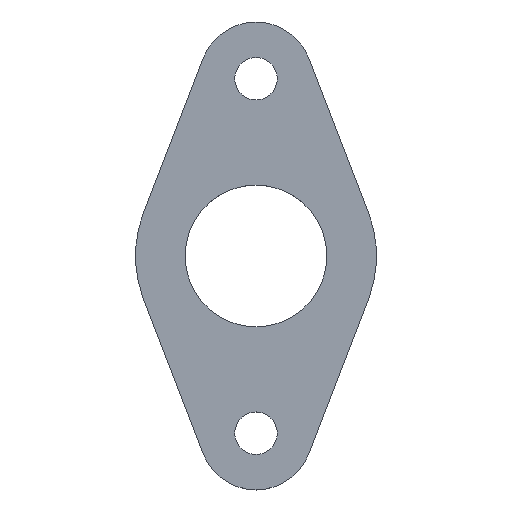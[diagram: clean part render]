
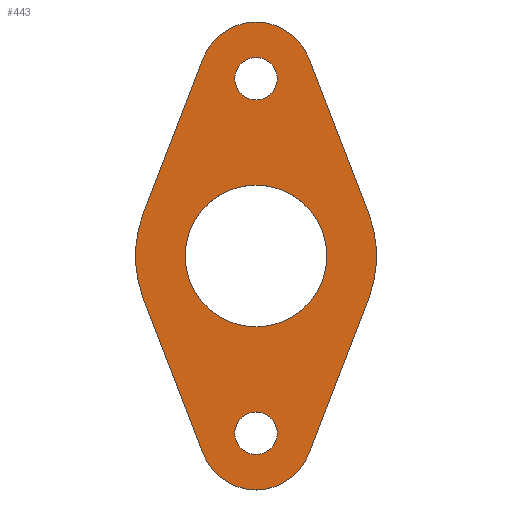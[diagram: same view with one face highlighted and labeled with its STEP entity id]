
A CAD part, top view. The second image highlights one B-rep face of the part: STEP entity #443.
In plain terms, the highlighted planar face has unit normal (0, 0, 1).
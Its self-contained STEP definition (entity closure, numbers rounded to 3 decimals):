
#4 = CARTESIAN_POINT ( 'NONE',  ( 0., 0., 4. ) ) ;
#11 = ORIENTED_EDGE ( 'NONE', *, *, #318, .T. ) ;
#13 = VERTEX_POINT ( 'NONE', #123 ) ;
#25 = DIRECTION ( 'NONE',  ( -0.36, -0.933, 0. ) ) ;
#34 = VERTEX_POINT ( 'NONE', #107 ) ;
#36 = EDGE_LOOP ( 'NONE', ( #177 ) ) ;
#37 = ORIENTED_EDGE ( 'NONE', *, *, #328, .T. ) ;
#39 = DIRECTION ( 'NONE',  ( 0., 0., 1. ) ) ;
#49 = CARTESIAN_POINT ( 'NONE',  ( 5., 0., 4. ) ) ;
#50 = CARTESIAN_POINT ( 'NONE',  ( 1.5, -12.5, 4. ) ) ;
#52 = CARTESIAN_POINT ( 'NONE',  ( 1.5, 12.5, 4. ) ) ;
#53 = DIRECTION ( 'NONE',  ( 1., 0., 0. ) ) ;
#56 = DIRECTION ( 'NONE',  ( 0., 0., 1. ) ) ;
#60 = PLANE ( 'NONE',  #249 ) ;
#61 = VERTEX_POINT ( 'NONE', #221 ) ;
#62 = CARTESIAN_POINT ( 'NONE',  ( 7.93, -3.06, 4. ) ) ;
#63 = CARTESIAN_POINT ( 'NONE',  ( 0., 0., 4. ) ) ;
#68 = VERTEX_POINT ( 'NONE', #230 ) ;
#76 = ORIENTED_EDGE ( 'NONE', *, *, #331, .T. ) ;
#77 = ORIENTED_EDGE ( 'NONE', *, *, #339, .F. ) ;
#99 = ORIENTED_EDGE ( 'NONE', *, *, #325, .T. ) ;
#107 = CARTESIAN_POINT ( 'NONE',  ( 7.93, 3.06, 4. ) ) ;
#110 = CARTESIAN_POINT ( 'NONE',  ( 0., 12.5, 4. ) ) ;
#111 = VERTEX_POINT ( 'NONE', #255 ) ;
#116 = EDGE_LOOP ( 'NONE', ( #99, #11, #139, #426, #37, #76, #399, #419 ) ) ;
#118 = CARTESIAN_POINT ( 'NONE',  ( -3.732, -13.94, 4. ) ) ;
#123 = CARTESIAN_POINT ( 'NONE',  ( -7.93, -3.06, 4. ) ) ;
#131 = CARTESIAN_POINT ( 'NONE',  ( -7.93, 3.06, 4. ) ) ;
#139 = ORIENTED_EDGE ( 'NONE', *, *, #321, .T. ) ;
#152 = EDGE_LOOP ( 'NONE', ( #261 ) ) ;
#167 = DIRECTION ( 'NONE',  ( 0., 0., 1. ) ) ;
#168 = DIRECTION ( 'NONE',  ( 1., 0., 0. ) ) ;
#171 = DIRECTION ( 'NONE',  ( 0.36, -0.933, 0. ) ) ;
#173 = DIRECTION ( 'NONE',  ( -1., 0., 0. ) ) ;
#175 = CARTESIAN_POINT ( 'NONE',  ( 0., 0., 4. ) ) ;
#177 = ORIENTED_EDGE ( 'NONE', *, *, #324, .F. ) ;
#192 = CARTESIAN_POINT ( 'NONE',  ( 7.93, 3.06, 4. ) ) ;
#193 = CARTESIAN_POINT ( 'NONE',  ( 3.732, -13.94, 4. ) ) ;
#194 = CARTESIAN_POINT ( 'NONE',  ( 0., -12.5, 4. ) ) ;
#195 = DIRECTION ( 'NONE',  ( 0.36, 0.933, 0. ) ) ;
#198 = DIRECTION ( 'NONE',  ( 1., 0., 0. ) ) ;
#199 = CARTESIAN_POINT ( 'NONE',  ( 0., -12.5, 4. ) ) ;
#204 = DIRECTION ( 'NONE',  ( 0., 0., 1. ) ) ;
#205 = CARTESIAN_POINT ( 'NONE',  ( 0., 12.5, 4. ) ) ;
#206 = DIRECTION ( 'NONE',  ( 1., 0., 0. ) ) ;
#210 = DIRECTION ( 'NONE',  ( 1., 0., 0. ) ) ;
#211 = DIRECTION ( 'NONE',  ( -1., 0., 0. ) ) ;
#212 = DIRECTION ( 'NONE',  ( 0., 0., 1. ) ) ;
#213 = DIRECTION ( 'NONE',  ( 1., 0., 0. ) ) ;
#216 = DIRECTION ( 'NONE',  ( -0.36, 0.933, 0. ) ) ;
#219 = CARTESIAN_POINT ( 'NONE',  ( -7.93, 3.06, 4. ) ) ;
#221 = CARTESIAN_POINT ( 'NONE',  ( 3.732, -13.94, 4. ) ) ;
#230 = CARTESIAN_POINT ( 'NONE',  ( 3.732, 13.94, 4. ) ) ;
#243 = DIRECTION ( 'NONE',  ( 0., 0., 1. ) ) ;
#249 = AXIS2_PLACEMENT_3D ( 'NONE', #63, #56, #53 ) ;
#255 = CARTESIAN_POINT ( 'NONE',  ( -3.732, 13.94, 4. ) ) ;
#261 = ORIENTED_EDGE ( 'NONE', *, *, #338, .F. ) ;
#267 = AXIS2_PLACEMENT_3D ( 'NONE', #4, #167, #168 ) ;
#268 = AXIS2_PLACEMENT_3D ( 'NONE', #205, #204, #198 ) ;
#269 = AXIS2_PLACEMENT_3D ( 'NONE', #110, #274, #211 ) ;
#270 = AXIS2_PLACEMENT_3D ( 'NONE', #175, #243, #173 ) ;
#271 = CARTESIAN_POINT ( 'NONE',  ( -3.732, -13.94, 4. ) ) ;
#272 = AXIS2_PLACEMENT_3D ( 'NONE', #285, #306, #213 ) ;
#274 = DIRECTION ( 'NONE',  ( 0., 0., 1. ) ) ;
#277 = AXIS2_PLACEMENT_3D ( 'NONE', #199, #212, #210 ) ;
#280 = AXIS2_PLACEMENT_3D ( 'NONE', #194, #39, #206 ) ;
#285 = CARTESIAN_POINT ( 'NONE',  ( 0., 0., 4. ) ) ;
#292 = VERTEX_POINT ( 'NONE', #49 ) ;
#295 = VERTEX_POINT ( 'NONE', #50 ) ;
#296 = FACE_BOUND ( 'NONE', #36, .T. ) ;
#298 = FACE_BOUND ( 'NONE', #152, .T. ) ;
#304 = FACE_OUTER_BOUND ( 'NONE', #116, .T. ) ;
#306 = DIRECTION ( 'NONE',  ( 0., 0., 1. ) ) ;
#307 = FACE_BOUND ( 'NONE', #435, .T. ) ;
#318 = EDGE_CURVE ( 'NONE', #13, #433, #402, .T. ) ;
#321 = EDGE_CURVE ( 'NONE', #433, #61, #390, .T. ) ;
#324 = EDGE_CURVE ( 'NONE', #295, #295, #393, .T. ) ;
#325 = EDGE_CURVE ( 'NONE', #417, #13, #387, .T. ) ;
#326 = EDGE_CURVE ( 'NONE', #61, #444, #388, .T. ) ;
#328 = EDGE_CURVE ( 'NONE', #444, #34, #391, .T. ) ;
#331 = EDGE_CURVE ( 'NONE', #34, #68, #385, .T. ) ;
#333 = EDGE_CURVE ( 'NONE', #68, #111, #384, .T. ) ;
#336 = EDGE_CURVE ( 'NONE', #111, #417, #376, .T. ) ;
#338 = EDGE_CURVE ( 'NONE', #343, #343, #375, .T. ) ;
#339 = EDGE_CURVE ( 'NONE', #292, #292, #368, .T. ) ;
#343 = VERTEX_POINT ( 'NONE', #52 ) ;
#368 = CIRCLE ( 'NONE', #267, 5. ) ;
#374 = VECTOR ( 'NONE', #25, 1000. ) ;
#375 = CIRCLE ( 'NONE', #268, 1.5 ) ;
#376 = LINE ( 'NONE', #219, #374 ) ;
#378 = VECTOR ( 'NONE', #216, 1000. ) ;
#384 = CIRCLE ( 'NONE', #269, 4. ) ;
#385 = LINE ( 'NONE', #192, #378 ) ;
#386 = VECTOR ( 'NONE', #195, 1000. ) ;
#387 = CIRCLE ( 'NONE', #272, 8.5 ) ;
#388 = LINE ( 'NONE', #193, #386 ) ;
#390 = CIRCLE ( 'NONE', #277, 4. ) ;
#391 = CIRCLE ( 'NONE', #270, 8.5 ) ;
#393 = CIRCLE ( 'NONE', #280, 1.5 ) ;
#398 = VECTOR ( 'NONE', #171, 1000. ) ;
#399 = ORIENTED_EDGE ( 'NONE', *, *, #333, .T. ) ;
#402 = LINE ( 'NONE', #271, #398 ) ;
#417 = VERTEX_POINT ( 'NONE', #131 ) ;
#419 = ORIENTED_EDGE ( 'NONE', *, *, #336, .T. ) ;
#426 = ORIENTED_EDGE ( 'NONE', *, *, #326, .T. ) ;
#433 = VERTEX_POINT ( 'NONE', #118 ) ;
#435 = EDGE_LOOP ( 'NONE', ( #77 ) ) ;
#443 = ADVANCED_FACE ( 'NONE', ( #296, #304, #298, #307 ), #60, .T. ) ;
#444 = VERTEX_POINT ( 'NONE', #62 ) ;
